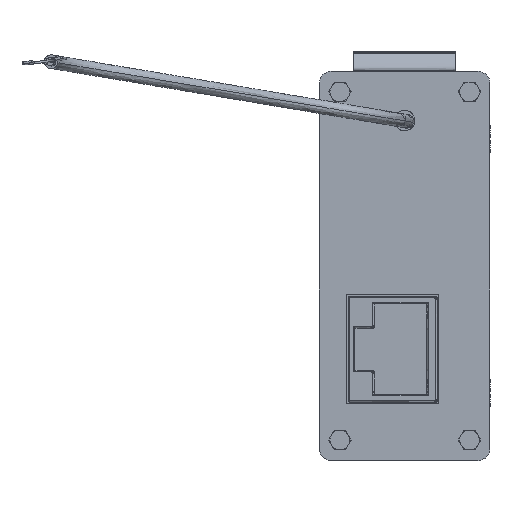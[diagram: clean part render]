
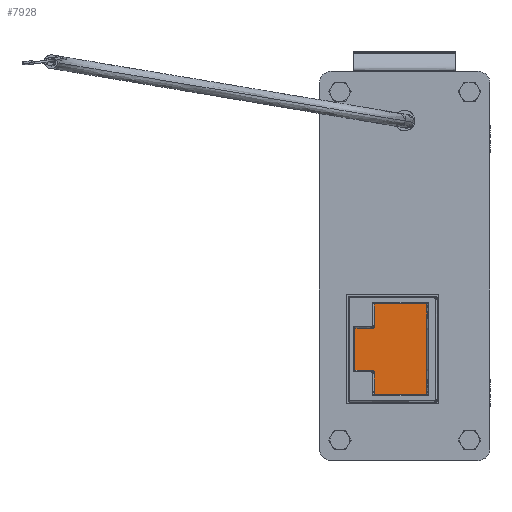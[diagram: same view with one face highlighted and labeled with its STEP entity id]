
A CAD part, front view. The second image highlights one B-rep face of the part: STEP entity #7928.
In plain terms, the highlighted free-form (B-spline) face has degree [1, 1] with [2, 2] control points.
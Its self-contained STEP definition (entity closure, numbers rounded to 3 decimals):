
#133 = FACE_OUTER_BOUND ( 'NONE', #25220, .T. ) ;
#542 = CARTESIAN_POINT ( 'NONE',  ( -7.286, 6.663, -15.295 ) ) ;
#615 = CARTESIAN_POINT ( 'NONE',  ( -7.286, 6.663, -15.295 ) ) ;
#750 = CARTESIAN_POINT ( 'NONE',  ( -4.474, 6.663, -15.495 ) ) ;
#1285 = B_SPLINE_SURFACE_WITH_KNOTS ( 'NONE', 1, 1, ( 
 ( #3796, #17873 ),
 ( #9640, #11864 ) ),
 .UNSPECIFIED., .F., .F., .F.,
 ( 2, 2 ),
 ( 2, 2 ),
 ( -5.483, 5.483 ),
 ( -6.905, 6.905 ),
 .UNSPECIFIED. ) ;
#1659 = B_SPLINE_CURVE_WITH_KNOTS ( 'NONE', 1,
 ( #20064, #24473 ),
 .UNSPECIFIED., .F., .F.,
 ( 2, 2 ),
 ( 0., 1. ),
 .UNSPECIFIED. ) ;
#2038 = VERTEX_POINT ( 'NONE', #542 ) ;
#2879 = CARTESIAN_POINT ( 'NONE',  ( -4.619, 6.663, -9.105 ) ) ;
#3039 = EDGE_CURVE ( 'NONE', #2038, #21758, #15804, .T. ) ;
#3056 = EDGE_CURVE ( 'NONE', #10620, #8526, #14877, .T. ) ;
#3263 = CARTESIAN_POINT ( 'NONE',  ( -4.493, 6.663, -9.007 ) ) ;
#3375 = B_SPLINE_CURVE_WITH_KNOTS ( 'NONE', 1,
 ( #6597, #615 ),
 .UNSPECIFIED., .F., .F.,
 ( 2, 2 ),
 ( 0., 1. ),
 .UNSPECIFIED. ) ;
#3576 = EDGE_CURVE ( 'NONE', #3987, #20441, #8298, .T. ) ;
#3796 = CARTESIAN_POINT ( 'NONE',  ( 3.47, 6.663, -19.105 ) ) ;
#3987 = VERTEX_POINT ( 'NONE', #19453 ) ;
#4271 = B_SPLINE_CURVE_WITH_KNOTS ( 'NONE', 3,
 ( #6420, #9105, #3263, #24999, #2879, #17217 ),
 .UNSPECIFIED., .F., .F.,
 ( 4, 2, 4 ),
 ( 0., 0.5, 1. ),
 .UNSPECIFIED. ) ;
#4532 = CARTESIAN_POINT ( 'NONE',  ( -4.474, 6.663, -15.464 ) ) ;
#4549 = CARTESIAN_POINT ( 'NONE',  ( -4.474, 6.663, -18.839 ) ) ;
#4769 = CARTESIAN_POINT ( 'NONE',  ( -4.674, 6.663, -15.295 ) ) ;
#4785 = CARTESIAN_POINT ( 'NONE',  ( -4.491, 6.663, -15.391 ) ) ;
#4799 = VERTEX_POINT ( 'NONE', #21424 ) ;
#4872 = CARTESIAN_POINT ( 'NONE',  ( -4.674, 6.663, -9.105 ) ) ;
#5201 = VERTEX_POINT ( 'NONE', #4872 ) ;
#5908 = VERTEX_POINT ( 'NONE', #14299 ) ;
#6420 = CARTESIAN_POINT ( 'NONE',  ( -4.474, 6.663, -8.905 ) ) ;
#6424 = ORIENTED_EDGE ( 'NONE', *, *, #7144, .T. ) ;
#6546 = CARTESIAN_POINT ( 'NONE',  ( -4.474, 6.663, -18.839 ) ) ;
#6597 = CARTESIAN_POINT ( 'NONE',  ( -7.286, 6.663, -9.105 ) ) ;
#7144 = EDGE_CURVE ( 'NONE', #5908, #4799, #1659, .T. ) ;
#7345 = CARTESIAN_POINT ( 'NONE',  ( 3.259, 6.663, -18.839 ) ) ;
#7399 = CARTESIAN_POINT ( 'NONE',  ( -4.674, 6.663, -15.295 ) ) ;
#7928 = ADVANCED_FACE ( 'NONE', ( #133 ), #1285, .F. ) ;
#8298 = B_SPLINE_CURVE_WITH_KNOTS ( 'NONE', 1,
 ( #16799, #4549 ),
 .UNSPECIFIED., .F., .F.,
 ( 2, 2 ),
 ( 0., 1. ),
 .UNSPECIFIED. ) ;
#8526 = VERTEX_POINT ( 'NONE', #17563 ) ;
#8547 = CARTESIAN_POINT ( 'NONE',  ( -4.674, 6.663, -15.295 ) ) ;
#9105 = CARTESIAN_POINT ( 'NONE',  ( -4.474, 6.663, -8.96 ) ) ;
#9173 = VERTEX_POINT ( 'NONE', #22268 ) ;
#9640 = CARTESIAN_POINT ( 'NONE',  ( -7.496, 6.663, -19.105 ) ) ;
#10620 = VERTEX_POINT ( 'NONE', #7345 ) ;
#10758 = CARTESIAN_POINT ( 'NONE',  ( -4.643, 6.663, -15.296 ) ) ;
#10800 = ORIENTED_EDGE ( 'NONE', *, *, #13209, .T. ) ;
#11701 = CARTESIAN_POINT ( 'NONE',  ( -7.286, 6.663, -15.295 ) ) ;
#11864 = CARTESIAN_POINT ( 'NONE',  ( -7.496, 6.663, -5.295 ) ) ;
#12644 = CARTESIAN_POINT ( 'NONE',  ( -4.674, 6.663, -9.105 ) ) ;
#13203 = B_SPLINE_CURVE_WITH_KNOTS ( 'NONE', 1,
 ( #6546, #14252 ),
 .UNSPECIFIED., .F., .F.,
 ( 2, 2 ),
 ( 0., 1. ),
 .UNSPECIFIED. ) ;
#13209 = EDGE_CURVE ( 'NONE', #20441, #10620, #13203, .T. ) ;
#13812 = ORIENTED_EDGE ( 'NONE', *, *, #25105, .T. ) ;
#13940 = B_SPLINE_CURVE_WITH_KNOTS ( 'NONE', 3,
 ( #750, #4532, #4785, #22623, #10758, #8547 ),
 .UNSPECIFIED., .F., .F.,
 ( 4, 1, 1, 4 ),
 ( 0., 0.297, 0.703, 1. ),
 .UNSPECIFIED. ) ;
#14252 = CARTESIAN_POINT ( 'NONE',  ( 3.259, 6.663, -18.839 ) ) ;
#14299 = CARTESIAN_POINT ( 'NONE',  ( -4.474, 6.663, -5.561 ) ) ;
#14877 = B_SPLINE_CURVE_WITH_KNOTS ( 'NONE', 1,
 ( #23923, #21841 ),
 .UNSPECIFIED., .F., .F.,
 ( 2, 2 ),
 ( 0., 1. ),
 .UNSPECIFIED. ) ;
#15138 = ORIENTED_EDGE ( 'NONE', *, *, #22586, .T. ) ;
#15381 = B_SPLINE_CURVE_WITH_KNOTS ( 'NONE', 1,
 ( #25462, #21299 ),
 .UNSPECIFIED., .F., .F.,
 ( 2, 2 ),
 ( 0., 1. ),
 .UNSPECIFIED. ) ;
#15804 = B_SPLINE_CURVE_WITH_KNOTS ( 'NONE', 1,
 ( #11701, #7399 ),
 .UNSPECIFIED., .F., .F.,
 ( 2, 2 ),
 ( 0., 1. ),
 .UNSPECIFIED. ) ;
#16684 = CARTESIAN_POINT ( 'NONE',  ( -7.286, 6.663, -9.105 ) ) ;
#16799 = CARTESIAN_POINT ( 'NONE',  ( -4.474, 6.663, -15.495 ) ) ;
#17217 = CARTESIAN_POINT ( 'NONE',  ( -4.674, 6.663, -9.105 ) ) ;
#17563 = CARTESIAN_POINT ( 'NONE',  ( 3.259, 6.663, -5.561 ) ) ;
#17629 = ORIENTED_EDGE ( 'NONE', *, *, #3576, .T. ) ;
#17873 = CARTESIAN_POINT ( 'NONE',  ( 3.47, 6.663, -5.295 ) ) ;
#18976 = ORIENTED_EDGE ( 'NONE', *, *, #21128, .T. ) ;
#19155 = ORIENTED_EDGE ( 'NONE', *, *, #25011, .F. ) ;
#19453 = CARTESIAN_POINT ( 'NONE',  ( -4.474, 6.663, -15.495 ) ) ;
#20064 = CARTESIAN_POINT ( 'NONE',  ( -4.474, 6.663, -5.561 ) ) ;
#20191 = ORIENTED_EDGE ( 'NONE', *, *, #3039, .T. ) ;
#20322 = ORIENTED_EDGE ( 'NONE', *, *, #24728, .T. ) ;
#20441 = VERTEX_POINT ( 'NONE', #25590 ) ;
#21128 = EDGE_CURVE ( 'NONE', #4799, #5201, #4271, .T. ) ;
#21299 = CARTESIAN_POINT ( 'NONE',  ( -4.474, 6.663, -5.561 ) ) ;
#21424 = CARTESIAN_POINT ( 'NONE',  ( -4.474, 6.663, -8.905 ) ) ;
#21758 = VERTEX_POINT ( 'NONE', #4769 ) ;
#21815 = ORIENTED_EDGE ( 'NONE', *, *, #3056, .T. ) ;
#21841 = CARTESIAN_POINT ( 'NONE',  ( 3.259, 6.663, -5.561 ) ) ;
#22268 = CARTESIAN_POINT ( 'NONE',  ( -7.286, 6.663, -9.105 ) ) ;
#22372 = B_SPLINE_CURVE_WITH_KNOTS ( 'NONE', 1,
 ( #12644, #16684 ),
 .UNSPECIFIED., .F., .F.,
 ( 2, 2 ),
 ( 0., 1. ),
 .UNSPECIFIED. ) ;
#22586 = EDGE_CURVE ( 'NONE', #8526, #5908, #15381, .T. ) ;
#22623 = CARTESIAN_POINT ( 'NONE',  ( -4.569, 6.663, -15.313 ) ) ;
#23923 = CARTESIAN_POINT ( 'NONE',  ( 3.259, 6.663, -18.839 ) ) ;
#24473 = CARTESIAN_POINT ( 'NONE',  ( -4.474, 6.663, -8.905 ) ) ;
#24728 = EDGE_CURVE ( 'NONE', #5201, #9173, #22372, .T. ) ;
#24999 = CARTESIAN_POINT ( 'NONE',  ( -4.572, 6.663, -9.085 ) ) ;
#25011 = EDGE_CURVE ( 'NONE', #3987, #21758, #13940, .T. ) ;
#25105 = EDGE_CURVE ( 'NONE', #9173, #2038, #3375, .T. ) ;
#25220 = EDGE_LOOP ( 'NONE', ( #17629, #10800, #21815, #15138, #6424, #18976, #20322, #13812, #20191, #19155 ) ) ;
#25462 = CARTESIAN_POINT ( 'NONE',  ( 3.259, 6.663, -5.561 ) ) ;
#25590 = CARTESIAN_POINT ( 'NONE',  ( -4.474, 6.663, -18.839 ) ) ;
